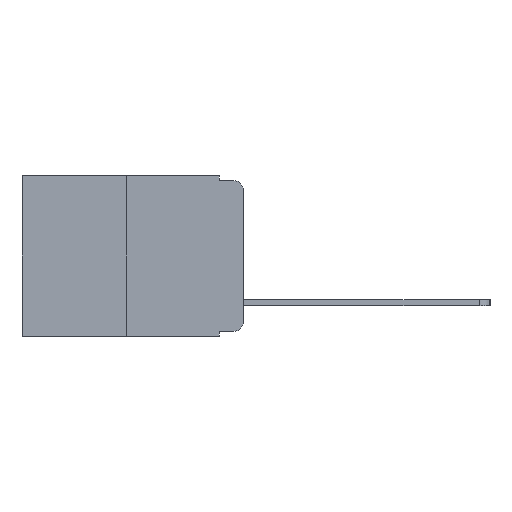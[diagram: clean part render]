
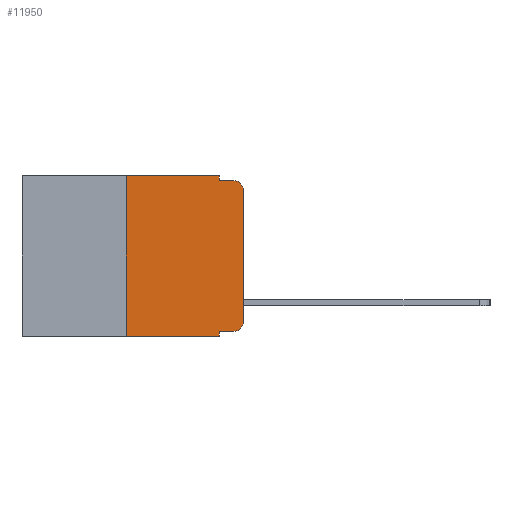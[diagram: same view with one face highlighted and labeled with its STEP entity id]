
A CAD part, left-side view. The second image highlights one B-rep face of the part: STEP entity #11950.
In plain terms, the highlighted planar face has unit normal (-1, 0, 0).
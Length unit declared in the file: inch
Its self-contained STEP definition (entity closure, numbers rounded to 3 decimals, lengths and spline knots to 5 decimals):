
#265 = DIRECTION ( 'NONE',  ( 0., 0., -1. ) ) ;
#351 = VERTEX_POINT ( 'NONE', #1530 ) ;
#494 = DIRECTION ( 'NONE',  ( 0., -1., 0. ) ) ;
#554 = CARTESIAN_POINT ( 'NONE',  ( 0., 0.473, -0.343 ) ) ;
#704 = DIRECTION ( 'NONE',  ( 0., 0., -1. ) ) ;
#855 = CIRCLE ( 'NONE', #7059, 0.02 ) ;
#1047 = DIRECTION ( 'NONE',  ( 0., 0., 1. ) ) ;
#1097 = CARTESIAN_POINT ( 'NONE',  ( 0., 0.051, 0. ) ) ;
#1222 = VECTOR ( 'NONE', #5714, 39.37008 ) ;
#1522 = LINE ( 'NONE', #9897, #3941 ) ;
#1530 = CARTESIAN_POINT ( 'NONE',  ( 0., 0.051, -0.01 ) ) ;
#1659 = VECTOR ( 'NONE', #494, 39.37008 ) ;
#2234 = EDGE_CURVE ( 'NONE', #6297, #4172, #4403, .T. ) ;
#2522 = VECTOR ( 'NONE', #11107, 39.37008 ) ;
#2598 = LINE ( 'NONE', #6097, #11751 ) ;
#2971 = VERTEX_POINT ( 'NONE', #11821 ) ;
#2998 = EDGE_CURVE ( 'NONE', #4956, #2971, #6952, .T. ) ;
#3113 = EDGE_LOOP ( 'NONE', ( #4241, #4137, #4113, #3968, #3589, #3486, #3403, #8677, #10735, #8619 ) ) ;
#3260 = CARTESIAN_POINT ( 'NONE',  ( 0., 0.051, -0.343 ) ) ;
#3403 = ORIENTED_EDGE ( 'NONE', *, *, #2234, .T. ) ;
#3419 = EDGE_CURVE ( 'NONE', #351, #10540, #2598, .T. ) ;
#3421 = EDGE_CURVE ( 'NONE', #6297, #7706, #7218, .T. ) ;
#3486 = ORIENTED_EDGE ( 'NONE', *, *, #3421, .F. ) ;
#3589 = ORIENTED_EDGE ( 'NONE', *, *, #9289, .F. ) ;
#3887 = CARTESIAN_POINT ( 'NONE',  ( 0., 0.02, -0.01 ) ) ;
#3941 = VECTOR ( 'NONE', #7158, 39.37008 ) ;
#3968 = ORIENTED_EDGE ( 'NONE', *, *, #8244, .F. ) ;
#4113 = ORIENTED_EDGE ( 'NONE', *, *, #3419, .F. ) ;
#4137 = ORIENTED_EDGE ( 'NONE', *, *, #4739, .T. ) ;
#4172 = VERTEX_POINT ( 'NONE', #3260 ) ;
#4238 = AXIS2_PLACEMENT_3D ( 'NONE', #8929, #5196, #11608 ) ;
#4241 = ORIENTED_EDGE ( 'NONE', *, *, #6695, .T. ) ;
#4316 = LINE ( 'NONE', #9424, #1222 ) ;
#4368 = VECTOR ( 'NONE', #1047, 39.37008 ) ;
#4403 = LINE ( 'NONE', #554, #1659 ) ;
#4739 = EDGE_CURVE ( 'NONE', #12013, #10540, #11602, .T. ) ;
#4956 = VERTEX_POINT ( 'NONE', #9187 ) ;
#5168 = CARTESIAN_POINT ( 'NONE',  ( 0., 0.25, 0. ) ) ;
#5196 = DIRECTION ( 'NONE',  ( 1., 0., 0. ) ) ;
#5245 = LINE ( 'NONE', #7492, #2522 ) ;
#5277 = CARTESIAN_POINT ( 'NONE',  ( 0., 0., -0.03 ) ) ;
#5714 = DIRECTION ( 'NONE',  ( 0., 0., 1. ) ) ;
#6097 = CARTESIAN_POINT ( 'NONE',  ( 0., 0.051, -0.01 ) ) ;
#6109 = CARTESIAN_POINT ( 'NONE',  ( 0., 0.02, -0.03 ) ) ;
#6297 = VERTEX_POINT ( 'NONE', #10840 ) ;
#6372 = CARTESIAN_POINT ( 'NONE',  ( 0., 0.051, -0.333 ) ) ;
#6416 = DIRECTION ( 'NONE',  ( 0., -1., 0. ) ) ;
#6633 = FACE_OUTER_BOUND ( 'NONE', #3113, .T. ) ;
#6653 = VECTOR ( 'NONE', #6416, 39.37008 ) ;
#6695 = EDGE_CURVE ( 'NONE', #6987, #12013, #4316, .T. ) ;
#6770 = DIRECTION ( 'NONE',  ( -1., 0., 0. ) ) ;
#6952 = LINE ( 'NONE', #6372, #6653 ) ;
#6987 = VERTEX_POINT ( 'NONE', #8875 ) ;
#7059 = AXIS2_PLACEMENT_3D ( 'NONE', #12203, #6770, #704 ) ;
#7067 = DIRECTION ( 'NONE',  ( 0., -1., 0. ) ) ;
#7075 = DIRECTION ( 'NONE',  ( 0., 0., -1. ) ) ;
#7158 = DIRECTION ( 'NONE',  ( 0., -1., 0. ) ) ;
#7218 = LINE ( 'NONE', #5168, #4368 ) ;
#7331 = CARTESIAN_POINT ( 'NONE',  ( 0., 0.051, 0. ) ) ;
#7492 = CARTESIAN_POINT ( 'NONE',  ( 0., 0.051, 0. ) ) ;
#7706 = VERTEX_POINT ( 'NONE', #9610 ) ;
#7820 = AXIS2_PLACEMENT_3D ( 'NONE', #6109, #12490, #7075 ) ;
#7927 = VERTEX_POINT ( 'NONE', #1097 ) ;
#7961 = VECTOR ( 'NONE', #265, 39.37008 ) ;
#8244 = EDGE_CURVE ( 'NONE', #7927, #351, #5245, .T. ) ;
#8398 = EDGE_CURVE ( 'NONE', #2971, #6987, #855, .T. ) ;
#8619 = ORIENTED_EDGE ( 'NONE', *, *, #8398, .T. ) ;
#8677 = ORIENTED_EDGE ( 'NONE', *, *, #11565, .F. ) ;
#8875 = CARTESIAN_POINT ( 'NONE',  ( 0., 0., -0.313 ) ) ;
#8929 = CARTESIAN_POINT ( 'NONE',  ( 0., 0.473, 0. ) ) ;
#9187 = CARTESIAN_POINT ( 'NONE',  ( 0., 0.051, -0.333 ) ) ;
#9289 = EDGE_CURVE ( 'NONE', #7706, #7927, #1522, .T. ) ;
#9424 = CARTESIAN_POINT ( 'NONE',  ( 0., 0., 0. ) ) ;
#9610 = CARTESIAN_POINT ( 'NONE',  ( 0., 0.25, 0. ) ) ;
#9897 = CARTESIAN_POINT ( 'NONE',  ( 0., 0.473, 0. ) ) ;
#10540 = VERTEX_POINT ( 'NONE', #3887 ) ;
#10645 = LINE ( 'NONE', #7331, #7961 ) ;
#10707 = PLANE ( 'NONE',  #4238 ) ;
#10735 = ORIENTED_EDGE ( 'NONE', *, *, #2998, .T. ) ;
#10840 = CARTESIAN_POINT ( 'NONE',  ( 0., 0.25, -0.343 ) ) ;
#11107 = DIRECTION ( 'NONE',  ( 0., 0., -1. ) ) ;
#11565 = EDGE_CURVE ( 'NONE', #4956, #4172, #10645, .T. ) ;
#11602 = CIRCLE ( 'NONE', #7820, 0.02 ) ;
#11608 = DIRECTION ( 'NONE',  ( 0., 0., -1. ) ) ;
#11751 = VECTOR ( 'NONE', #7067, 39.37008 ) ;
#11821 = CARTESIAN_POINT ( 'NONE',  ( 0., 0.02, -0.333 ) ) ;
#11950 = ADVANCED_FACE ( 'NONE', ( #6633 ), #10707, .F. ) ;
#12013 = VERTEX_POINT ( 'NONE', #5277 ) ;
#12203 = CARTESIAN_POINT ( 'NONE',  ( 0., 0.02, -0.313 ) ) ;
#12490 = DIRECTION ( 'NONE',  ( -1., 0., 0. ) ) ;
